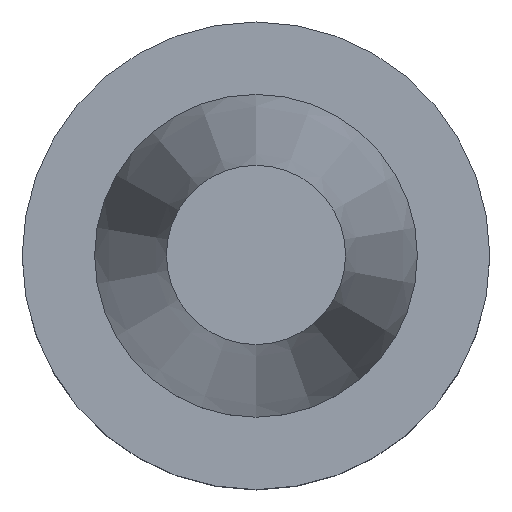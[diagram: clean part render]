
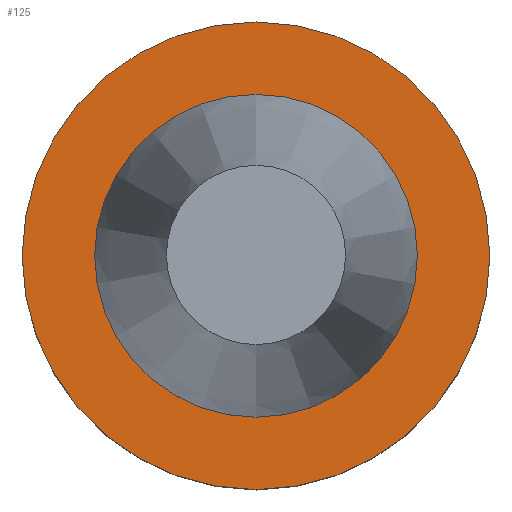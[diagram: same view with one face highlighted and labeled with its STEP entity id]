
A CAD part, top view. The second image highlights one B-rep face of the part: STEP entity #125.
In plain terms, the highlighted planar face has unit normal (0, 0, 1).
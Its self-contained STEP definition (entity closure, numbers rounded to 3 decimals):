
#85=EDGE_CURVE('Unnamed[1]',#216,#216,#217,.T.);
#104=EDGE_CURVE('Unnamed[1]',#243,#243,#244,.T.);
#125=ADVANCED_FACE('Unnamed[1]',(#274,#275),#276,.T.);
#216=VERTEX_POINT('',#396);
#217=CIRCLE('',#397,15.875);
#243=VERTEX_POINT('',#430);
#244=CIRCLE('',#431,23.0);
#274=FACE_OUTER_BOUND('',#469,.T.);
#275=FACE_BOUND('',#470,.T.);
#276=PLANE('',#471);
#396=CARTESIAN_POINT('',(0.,15.875,-1.));
#397=AXIS2_PLACEMENT_3D('',#597,#598,#599);
#430=CARTESIAN_POINT('',(0.,23.0,-1.));
#431=AXIS2_PLACEMENT_3D('',#624,#625,#626);
#469=EDGE_LOOP('',(#659));
#470=EDGE_LOOP('',(#660));
#471=AXIS2_PLACEMENT_3D('',#661,#662,#663);
#597=CARTESIAN_POINT('',(0.,0.,-1.0));
#598=DIRECTION('',(0.,0.,-1.0));
#599=DIRECTION('',(0.,1.0,0.));
#624=CARTESIAN_POINT('',(0.,0.,-1.0));
#625=DIRECTION('',(0.,0.,-1.0));
#626=DIRECTION('',(0.,1.0,0.));
#659=ORIENTED_EDGE('',*,*,#104,.F.);
#660=ORIENTED_EDGE('',*,*,#85,.T.);
#661=CARTESIAN_POINT('',(0.,19.438,-1.));
#662=DIRECTION('',(0.,0.,1.0));
#663=DIRECTION('',(0.,-1.0,0.));
